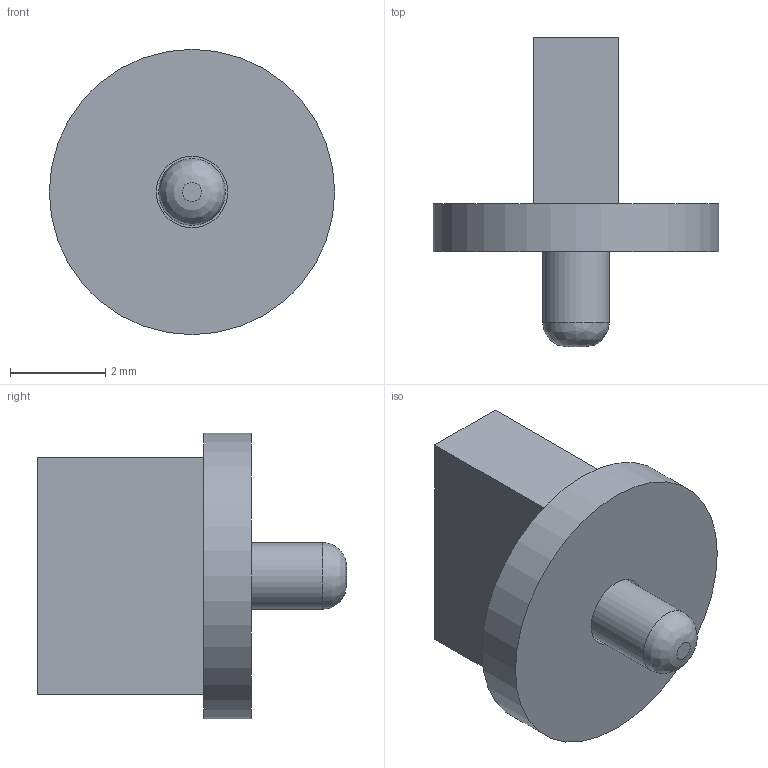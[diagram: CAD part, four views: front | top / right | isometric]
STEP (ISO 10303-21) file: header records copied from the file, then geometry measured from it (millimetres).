
FILE_DESCRIPTION(/* description */ (''),/* implementation_level */ '2;1');
FILE_NAME(/* name */ 'actuator plunger.step',/* time_stamp */ '2021-01-10T16:32:28+05:00',/* author */ (''),/* organization */ (''),/* preprocessor_version */ 'ST-DEVELOPER v18.1',/* originating_system */ 'Autodesk Translation Framework v9.7.1.1290',/* authorisation */ '');
FILE_SCHEMA (('AUTOMOTIVE_DESIGN { 1 0 10303 214 3 1 1 }'));
Length unit declared in the file: millimetre
Products named in the file (2): actuator plunger; Component1
Assembly tree (1 placements, depth 2):
  actuator plunger
    Component1
Bounding box: 6 x 6.5 x 6 mm (x, y, z)
Volume: 62 mm3; surface area: 161.2 mm2
Topology: 2 solids, 2 shells, 14 faces, 24 edges, 16 vertices
Faces by surface type: plane 10, cylinder 3, bspline 1
Full cylindrical faces by diameter (mm): 1.4 x1, 1.5 x1, 6 x1
Entity records: 413 total; most frequent: CARTESIAN_POINT 83, DIRECTION 65, ORIENTED_EDGE 48, AXIS2_PLACEMENT_3D 25, EDGE_CURVE 24, EDGE_LOOP 16, VERTEX_POINT 16, LINE 15
